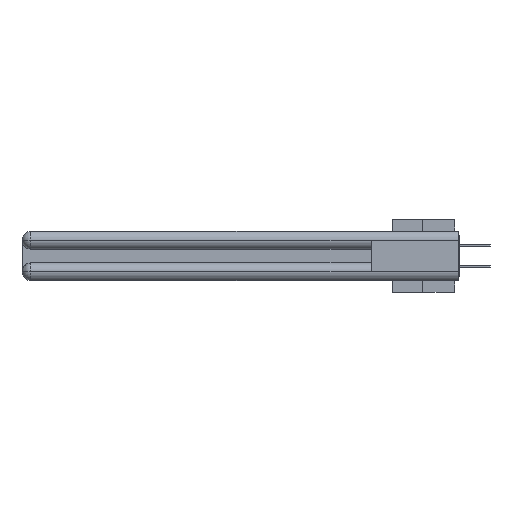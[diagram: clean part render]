
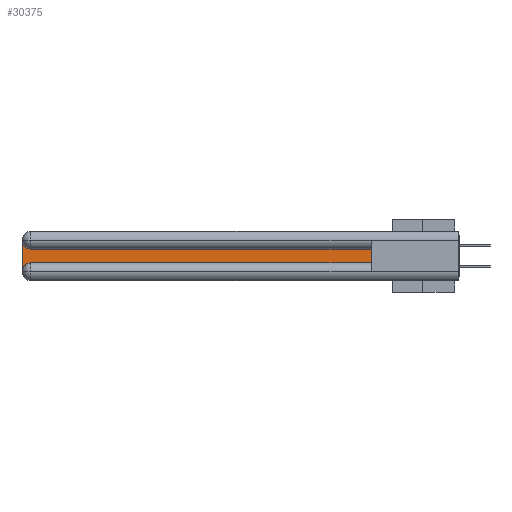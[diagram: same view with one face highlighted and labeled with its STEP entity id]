
A CAD part, left-side view. The second image highlights one B-rep face of the part: STEP entity #30375.
In plain terms, the highlighted planar face has unit normal (-1, 0, 0).
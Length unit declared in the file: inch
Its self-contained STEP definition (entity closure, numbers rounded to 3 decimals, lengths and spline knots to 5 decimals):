
#512 = CARTESIAN_POINT ( 'NONE',  ( 0.075, 3., -0.0625 ) ) ;
#1023 = EDGE_CURVE ( 'NONE', #9601, #14737, #26558, .T. ) ;
#1179 = CARTESIAN_POINT ( 'NONE',  ( 0.075, 0.6, -0.2175 ) ) ;
#1418 = AXIS2_PLACEMENT_3D ( 'NONE', #33160, #22766, #39974 ) ;
#5052 = CARTESIAN_POINT ( 'NONE',  ( 0.075, 2.94, -0.2175 ) ) ;
#5753 = DIRECTION ( 'NONE',  ( 0., 0., -1. ) ) ;
#5817 = EDGE_LOOP ( 'NONE', ( #10068, #20329, #27289, #33009, #14358, #23493 ) ) ;
#6165 = CARTESIAN_POINT ( 'NONE',  ( 0.075, 3., -0.2175 ) ) ;
#6596 = DIRECTION ( 'NONE',  ( 0., 0., -1. ) ) ;
#6755 = VERTEX_POINT ( 'NONE', #512 ) ;
#6934 = DIRECTION ( 'NONE',  ( 0., 0., -1. ) ) ;
#8190 = DIRECTION ( 'NONE',  ( 0., 1., 0. ) ) ;
#8268 = EDGE_CURVE ( 'NONE', #11039, #9601, #41164, .T. ) ;
#9550 = VERTEX_POINT ( 'NONE', #39306 ) ;
#9601 = VERTEX_POINT ( 'NONE', #29094 ) ;
#9986 = CARTESIAN_POINT ( 'NONE',  ( 0.075, 2.94, -0.1225 ) ) ;
#10068 = ORIENTED_EDGE ( 'NONE', *, *, #25473, .T. ) ;
#10392 = CIRCLE ( 'NONE', #25420, 0.06 ) ;
#10497 = CARTESIAN_POINT ( 'NONE',  ( 0.075, 2.94, -0.0625 ) ) ;
#11039 = VERTEX_POINT ( 'NONE', #5052 ) ;
#12124 = VECTOR ( 'NONE', #6596, 39.37008 ) ;
#12760 = VERTEX_POINT ( 'NONE', #9986 ) ;
#12895 = VECTOR ( 'NONE', #35357, 39.37008 ) ;
#14358 = ORIENTED_EDGE ( 'NONE', *, *, #8268, .T. ) ;
#14564 = AXIS2_PLACEMENT_3D ( 'NONE', #26240, #33363, #5753 ) ;
#14737 = VERTEX_POINT ( 'NONE', #38723 ) ;
#16992 = EDGE_CURVE ( 'NONE', #12760, #6755, #10392, .T. ) ;
#20329 = ORIENTED_EDGE ( 'NONE', *, *, #16992, .T. ) ;
#20682 = FACE_OUTER_BOUND ( 'NONE', #5817, .T. ) ;
#22766 = DIRECTION ( 'NONE',  ( 1., 0., 0. ) ) ;
#22819 = PLANE ( 'NONE',  #14564 ) ;
#23493 = ORIENTED_EDGE ( 'NONE', *, *, #1023, .T. ) ;
#25420 = AXIS2_PLACEMENT_3D ( 'NONE', #10497, #34208, #6934 ) ;
#25473 = EDGE_CURVE ( 'NONE', #14737, #12760, #28334, .T. ) ;
#26240 = CARTESIAN_POINT ( 'NONE',  ( 0.075, 3., -0.1225 ) ) ;
#26558 = LINE ( 'NONE', #43892, #27067 ) ;
#27067 = VECTOR ( 'NONE', #37215, 39.37008 ) ;
#27289 = ORIENTED_EDGE ( 'NONE', *, *, #40355, .T. ) ;
#28334 = LINE ( 'NONE', #38436, #31564 ) ;
#29094 = CARTESIAN_POINT ( 'NONE',  ( 0.075, 0.6, -0.2175 ) ) ;
#30375 = ADVANCED_FACE ( 'NONE', ( #20682 ), #22819, .F. ) ;
#31564 = VECTOR ( 'NONE', #8190, 39.37008 ) ;
#33009 = ORIENTED_EDGE ( 'NONE', *, *, #40983, .T. ) ;
#33160 = CARTESIAN_POINT ( 'NONE',  ( 0.075, 2.94, -0.2775 ) ) ;
#33363 = DIRECTION ( 'NONE',  ( 1., 0., 0. ) ) ;
#34208 = DIRECTION ( 'NONE',  ( 1., 0., 0. ) ) ;
#35357 = DIRECTION ( 'NONE',  ( 0., -1., 0. ) ) ;
#37215 = DIRECTION ( 'NONE',  ( 0., 0., 1. ) ) ;
#38436 = CARTESIAN_POINT ( 'NONE',  ( 0.075, 0.6, -0.1225 ) ) ;
#38723 = CARTESIAN_POINT ( 'NONE',  ( 0.075, 0.6, -0.1225 ) ) ;
#39306 = CARTESIAN_POINT ( 'NONE',  ( 0.075, 3., -0.2775 ) ) ;
#39974 = DIRECTION ( 'NONE',  ( 0., 0., -1. ) ) ;
#40355 = EDGE_CURVE ( 'NONE', #6755, #9550, #43021, .T. ) ;
#40983 = EDGE_CURVE ( 'NONE', #9550, #11039, #41410, .T. ) ;
#41164 = LINE ( 'NONE', #1179, #12895 ) ;
#41410 = CIRCLE ( 'NONE', #1418, 0.06 ) ;
#43021 = LINE ( 'NONE', #6165, #12124 ) ;
#43892 = CARTESIAN_POINT ( 'NONE',  ( 0.075, 0.6, -0.2175 ) ) ;
